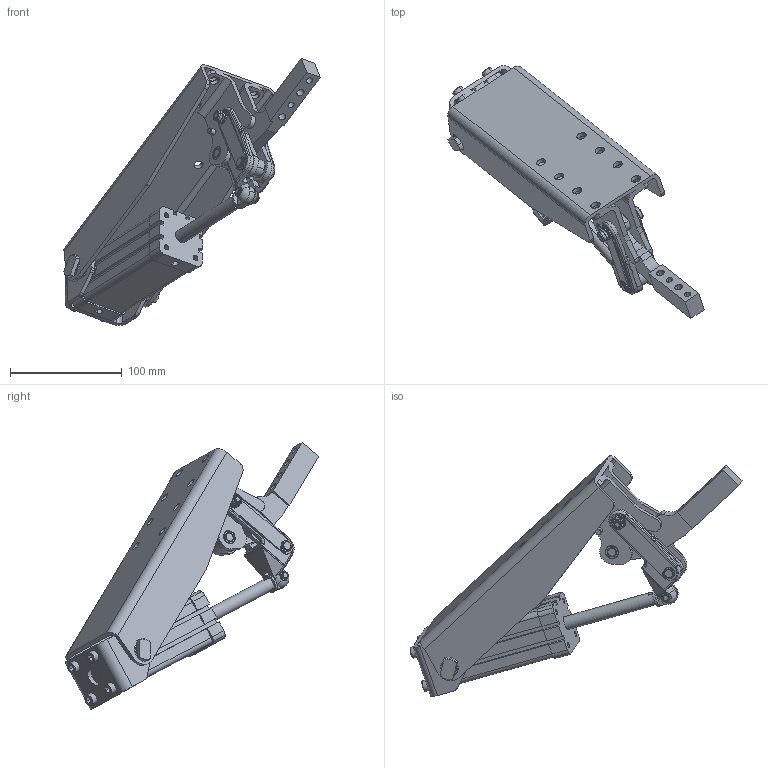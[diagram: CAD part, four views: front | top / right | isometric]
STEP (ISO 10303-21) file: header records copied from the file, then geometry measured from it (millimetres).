
FILE_DESCRIPTION((''),'2;1');
FILE_NAME('763.LH.stp','2005-09-28T12:32:44',('CAD'),(''),'Autodesk Inventor 8','Autodesk Inventor 8','');
FILE_SCHEMA(('AUTOMOTIVE_DESIGN { 1 0 10303 214 1 1 1 1 }'));
Length unit declared in the file: millimetre
Products named in the file (1): Part3
Bounding box: 229.54 x 226.63 x 238.89 mm (x, y, z)
Volume: 549477.2 mm3; surface area: 172143.8 mm2
Topology: 1 solids, 24 shells, 2804 faces, 7872 edges, 5094 vertices
Faces by surface type: plane 1635, cylinder 722, bspline 241, cone 176, torus 20, sphere 10
Entity records: 92828 total; most frequent: CARTESIAN_POINT 23964, ORIENTED_EDGE 15692, DIRECTION 13858, EDGE_CURVE 7846, AXIS2_PLACEMENT_3D 5099, VERTEX_POINT 5094, VECTOR 3660, LINE 3660
